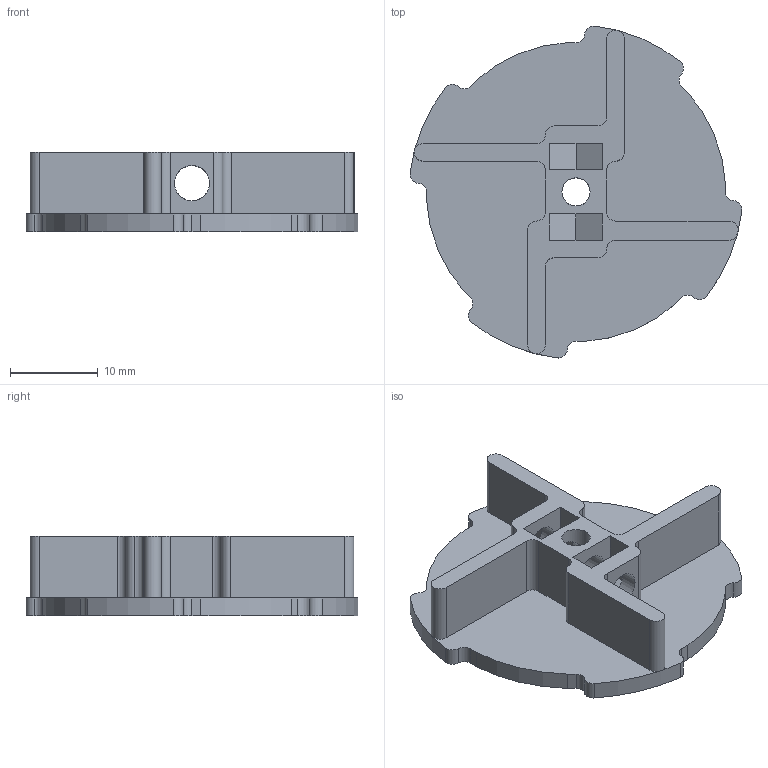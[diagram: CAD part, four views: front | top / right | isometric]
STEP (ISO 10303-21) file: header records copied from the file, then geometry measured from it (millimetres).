
FILE_DESCRIPTION(('STEP AP242'), '1');
FILE_NAME('itemWorkingWheelRotorRightV2', '', ('UNSPECIFIED'), ('UNSPECIFIED'), 'C3D Converter', 'C3D Toolkit', '');
FILE_SCHEMA(('AP242_MANAGED_MODEL_BASED_3D_ENGINEERING_MIM_LF { 1 0 10303 442 1 1 4 }'));
Length unit declared in the file: millimetre
Bounding box: 37.78 x 37.77 x 9 mm (x, y, z)
Volume: 3221 mm3; surface area: 3558 mm2
Topology: 1 solids, 1 shells, 82 faces, 231 edges, 154 vertices
Faces by surface type: cylinder 46, plane 36
Full cylindrical faces by diameter (mm): 3.2 x2, 4 x3
Entity records: 2866 total; most frequent: CARTESIAN_POINT 619, DIRECTION 480, ORIENTED_EDGE 452, EDGE_CURVE 226, AXIS2_PLACEMENT_3D 173, VERTEX_POINT 154, LINE 134, VECTOR 134
